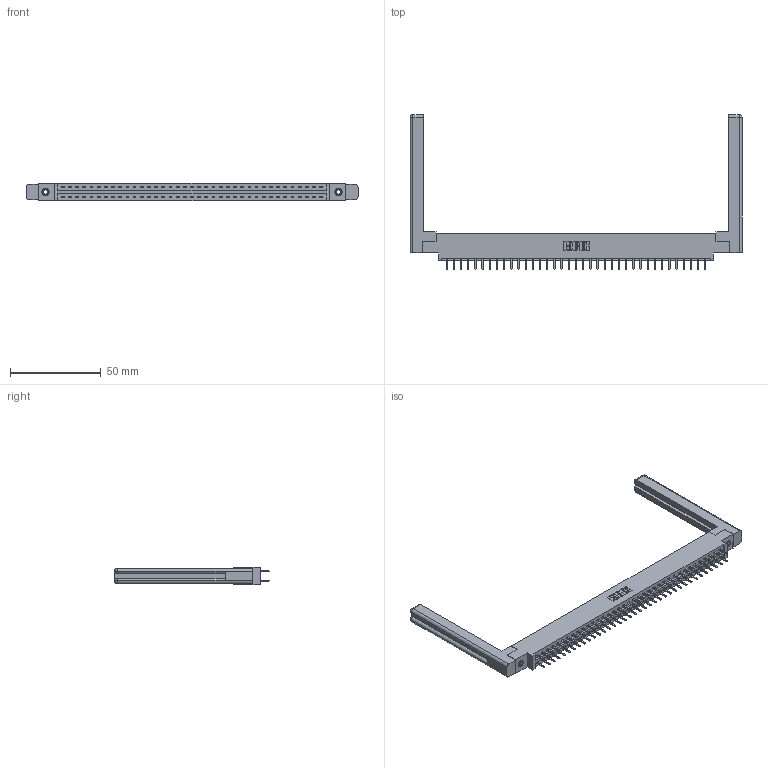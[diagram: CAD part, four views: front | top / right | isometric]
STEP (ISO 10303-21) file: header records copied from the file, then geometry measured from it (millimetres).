
FILE_DESCRIPTION (( 'STEP AP203' ), '1' );
FILE_NAME ('387-074-520-858.STEP', '2019-10-22T01:06:45', ( '' ), ( '' ), 'SwSTEP 2.0', 'SolidWorks 2016', '' );
FILE_SCHEMA (( 'CONFIG_CONTROL_DESIGN' ));
Length unit declared in the file: inch
Products named in the file (5): 345-250-001_345-250-001-102; 307-220-058; 337 Part_0.170 Offset - 0.156 Dia-TI; 345-292-001_345-293-120; 387-074-520-858
Assembly tree (79 placements, depth 2):
  387-074-520-858
    337 Part_0.170 Offset - 0.156 Dia-TI
    345-292-001_345-293-120  x74
    345-250-001_345-250-001-102  x2
    307-220-058  x2
Bounding box: 183.24 x 85.43 x 9.4 mm (x, y, z)
Volume: 26236.6 mm3; surface area: 26599.3 mm2
Topology: 79 solids, 79 shells, 4552 faces, 13183 edges, 8578 vertices
Faces by surface type: plane 3118, cylinder 1410, cone 12, torus 12
Entity records: 32214 total; most frequent: CARTESIAN_POINT 5453, ORIENTED_EDGE 5316, DIRECTION 4650, EDGE_CURVE 2658, VECTOR 2478, LINE 2478, VERTEX_POINT 1762, AXIS2_PLACEMENT_3D 1086
